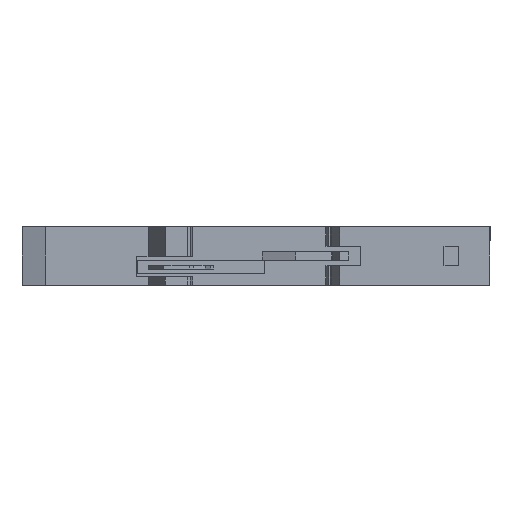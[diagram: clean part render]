
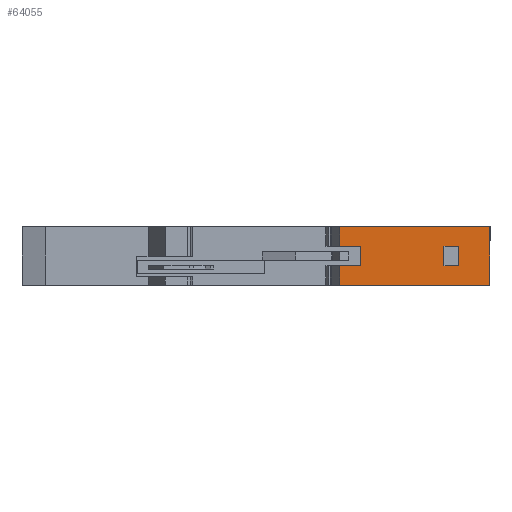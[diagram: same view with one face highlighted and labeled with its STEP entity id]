
A CAD part, front view. The second image highlights one B-rep face of the part: STEP entity #64055.
In plain terms, the highlighted planar face has unit normal (0, -1, 0).
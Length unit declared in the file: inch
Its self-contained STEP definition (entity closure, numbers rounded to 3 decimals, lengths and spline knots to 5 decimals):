
#105 = FACE_OUTER_BOUND ( 'NONE', #305286, .T. ) ;
#12022 = ORIENTED_EDGE ( 'NONE', *, *, #211106, .F. ) ;
#12692 = LINE ( 'NONE', #63837, #261820 ) ;
#19608 = CARTESIAN_POINT ( 'NONE',  ( 0.70659, -0.99213, 0.081 ) ) ;
#19958 = EDGE_CURVE ( 'NONE', #232551, #71898, #280633, .T. ) ;
#20067 = CARTESIAN_POINT ( 'NONE',  ( 1.5815, -0.99213, 0.083 ) ) ;
#25338 = EDGE_CURVE ( 'NONE', #209305, #67180, #155138, .T. ) ;
#25453 = VERTEX_POINT ( 'NONE', #245925 ) ;
#31573 = DIRECTION ( 'NONE',  ( 0., 0., 1. ) ) ;
#31577 = ORIENTED_EDGE ( 'NONE', *, *, #19958, .F. ) ;
#33692 = VECTOR ( 'NONE', #99222, 39.37008 ) ;
#39390 = DIRECTION ( 'NONE',  ( 1., 0., 0. ) ) ;
#40703 = DIRECTION ( 'NONE',  ( 0., 0., 1. ) ) ;
#41881 = ORIENTED_EDGE ( 'NONE', *, *, #95434, .F. ) ;
#42154 = VECTOR ( 'NONE', #133209, 39.37008 ) ;
#43727 = EDGE_CURVE ( 'NONE', #203839, #278417, #218789, .T. ) ;
#50369 = VECTOR ( 'NONE', #108616, 39.37008 ) ;
#55226 = LINE ( 'NONE', #160860, #100614 ) ;
#63837 = CARTESIAN_POINT ( 'NONE',  ( -1.9685, -0.99213, 0.24606 ) ) ;
#64055 = ADVANCED_FACE ( 'NONE', ( #211444, #105 ), #232592, .F. ) ;
#65265 = ORIENTED_EDGE ( 'NONE', *, *, #43727, .F. ) ;
#67180 = VERTEX_POINT ( 'NONE', #268653 ) ;
#68722 = ORIENTED_EDGE ( 'NONE', *, *, #232968, .F. ) ;
#71898 = VERTEX_POINT ( 'NONE', #19608 ) ;
#76244 = CARTESIAN_POINT ( 'NONE',  ( 1.704, -0.99213, 0.083 ) ) ;
#80248 = DIRECTION ( 'NONE',  ( -1., 0., 0. ) ) ;
#82833 = VERTEX_POINT ( 'NONE', #297172 ) ;
#83776 = CARTESIAN_POINT ( 'NONE',  ( 0.70659, -0.99213, -0.24606 ) ) ;
#95434 = EDGE_CURVE ( 'NONE', #228766, #240113, #232107, .T. ) ;
#99222 = DIRECTION ( 'NONE',  ( 1., 0., 0. ) ) ;
#100258 = CARTESIAN_POINT ( 'NONE',  ( -1.9685, -0.99213, -0.24606 ) ) ;
#100614 = VECTOR ( 'NONE', #206206, 39.37008 ) ;
#102055 = EDGE_CURVE ( 'NONE', #228766, #177010, #263767, .T. ) ;
#106217 = ORIENTED_EDGE ( 'NONE', *, *, #102055, .T. ) ;
#106829 = ORIENTED_EDGE ( 'NONE', *, *, #209103, .F. ) ;
#108616 = DIRECTION ( 'NONE',  ( 0., 0., -1. ) ) ;
#108705 = EDGE_CURVE ( 'NONE', #240113, #146548, #204081, .T. ) ;
#108720 = CARTESIAN_POINT ( 'NONE',  ( 0.5885, -0.99213, 0.081 ) ) ;
#112389 = DIRECTION ( 'NONE',  ( 0., 1., 0. ) ) ;
#133209 = DIRECTION ( 'NONE',  ( 0., 0., 1. ) ) ;
#134968 = CARTESIAN_POINT ( 'NONE',  ( 1.9685, -0.99213, -0.24606 ) ) ;
#137192 = LINE ( 'NONE', #181402, #50369 ) ;
#138054 = CARTESIAN_POINT ( 'NONE',  ( 0.875, -0.99213, -0.081 ) ) ;
#138937 = LINE ( 'NONE', #305451, #244671 ) ;
#143646 = DIRECTION ( 'NONE',  ( 1., 0., 0. ) ) ;
#146239 = ORIENTED_EDGE ( 'NONE', *, *, #295475, .F. ) ;
#146548 = VERTEX_POINT ( 'NONE', #138054 ) ;
#147919 = ORIENTED_EDGE ( 'NONE', *, *, #301741, .F. ) ;
#155138 = LINE ( 'NONE', #192161, #188949 ) ;
#160860 = CARTESIAN_POINT ( 'NONE',  ( 1.704, -0.99213, 0.083 ) ) ;
#177010 = VERTEX_POINT ( 'NONE', #134968 ) ;
#177298 = VECTOR ( 'NONE', #80248, 39.37008 ) ;
#178969 = CARTESIAN_POINT ( 'NONE',  ( 1.5815, -0.99213, 0.083 ) ) ;
#181402 = CARTESIAN_POINT ( 'NONE',  ( 1.9685, -0.99213, 0.24606 ) ) ;
#188949 = VECTOR ( 'NONE', #143646, 39.37008 ) ;
#190128 = VECTOR ( 'NONE', #31573, 39.37008 ) ;
#192161 = CARTESIAN_POINT ( 'NONE',  ( 1.5815, -0.99213, -0.083 ) ) ;
#194424 = CARTESIAN_POINT ( 'NONE',  ( 1.5815, -0.99213, -0.083 ) ) ;
#194663 = EDGE_LOOP ( 'NONE', ( #304501, #68722, #65265, #106829 ) ) ;
#203839 = VERTEX_POINT ( 'NONE', #76244 ) ;
#204081 = LINE ( 'NONE', #252485, #256832 ) ;
#206206 = DIRECTION ( 'NONE',  ( 0., 0., 1. ) ) ;
#206291 = CARTESIAN_POINT ( 'NONE',  ( -1.9685, -0.99213, 0.24606 ) ) ;
#209103 = EDGE_CURVE ( 'NONE', #67180, #203839, #55226, .T. ) ;
#209305 = VERTEX_POINT ( 'NONE', #194424 ) ;
#210552 = CARTESIAN_POINT ( 'NONE',  ( 0.70659, -0.99213, -0.081 ) ) ;
#211106 = EDGE_CURVE ( 'NONE', #71898, #25453, #254378, .T. ) ;
#211444 = FACE_BOUND ( 'NONE', #194663, .T. ) ;
#215543 = LINE ( 'NONE', #178969, #268537 ) ;
#218789 = LINE ( 'NONE', #274267, #177298 ) ;
#219372 = ORIENTED_EDGE ( 'NONE', *, *, #260773, .F. ) ;
#225370 = DIRECTION ( 'NONE',  ( 0., 0., -1. ) ) ;
#228766 = VERTEX_POINT ( 'NONE', #300070 ) ;
#232107 = LINE ( 'NONE', #83776, #42154 ) ;
#232551 = VERTEX_POINT ( 'NONE', #257359 ) ;
#232592 = PLANE ( 'NONE',  #284977 ) ;
#232968 = EDGE_CURVE ( 'NONE', #278417, #209305, #215543, .T. ) ;
#240113 = VERTEX_POINT ( 'NONE', #210552 ) ;
#244671 = VECTOR ( 'NONE', #40703, 39.37008 ) ;
#245925 = CARTESIAN_POINT ( 'NONE',  ( 0.70659, -0.99213, 0.24606 ) ) ;
#252485 = CARTESIAN_POINT ( 'NONE',  ( 0.5885, -0.99213, -0.081 ) ) ;
#254378 = LINE ( 'NONE', #294318, #190128 ) ;
#254822 = DIRECTION ( 'NONE',  ( 1., 0., 0. ) ) ;
#256832 = VECTOR ( 'NONE', #39390, 39.37008 ) ;
#257359 = CARTESIAN_POINT ( 'NONE',  ( 0.875, -0.99213, 0.081 ) ) ;
#260773 = EDGE_CURVE ( 'NONE', #25453, #82833, #12692, .T. ) ;
#261820 = VECTOR ( 'NONE', #254822, 39.37008 ) ;
#263767 = LINE ( 'NONE', #100258, #33692 ) ;
#268537 = VECTOR ( 'NONE', #225370, 39.37008 ) ;
#268653 = CARTESIAN_POINT ( 'NONE',  ( 1.704, -0.99213, -0.083 ) ) ;
#274267 = CARTESIAN_POINT ( 'NONE',  ( 1.5815, -0.99213, 0.083 ) ) ;
#274847 = ORIENTED_EDGE ( 'NONE', *, *, #108705, .F. ) ;
#277562 = DIRECTION ( 'NONE',  ( -1., 0., 0. ) ) ;
#278417 = VERTEX_POINT ( 'NONE', #20067 ) ;
#280633 = LINE ( 'NONE', #108720, #303319 ) ;
#281236 = DIRECTION ( 'NONE',  ( 0., 0., 1. ) ) ;
#284977 = AXIS2_PLACEMENT_3D ( 'NONE', #206291, #112389, #281236 ) ;
#294318 = CARTESIAN_POINT ( 'NONE',  ( 0.70659, -0.99213, -0.24606 ) ) ;
#295475 = EDGE_CURVE ( 'NONE', #146548, #232551, #138937, .T. ) ;
#297172 = CARTESIAN_POINT ( 'NONE',  ( 1.9685, -0.99213, 0.24606 ) ) ;
#300070 = CARTESIAN_POINT ( 'NONE',  ( 0.70659, -0.99213, -0.24606 ) ) ;
#301741 = EDGE_CURVE ( 'NONE', #82833, #177010, #137192, .T. ) ;
#303319 = VECTOR ( 'NONE', #277562, 39.37008 ) ;
#304501 = ORIENTED_EDGE ( 'NONE', *, *, #25338, .F. ) ;
#305286 = EDGE_LOOP ( 'NONE', ( #12022, #31577, #146239, #274847, #41881, #106217, #147919, #219372 ) ) ;
#305451 = CARTESIAN_POINT ( 'NONE',  ( 0.875, -0.99213, 0.081 ) ) ;
